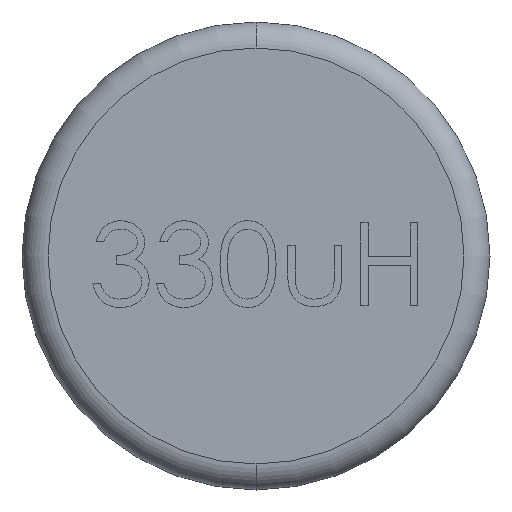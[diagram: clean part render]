
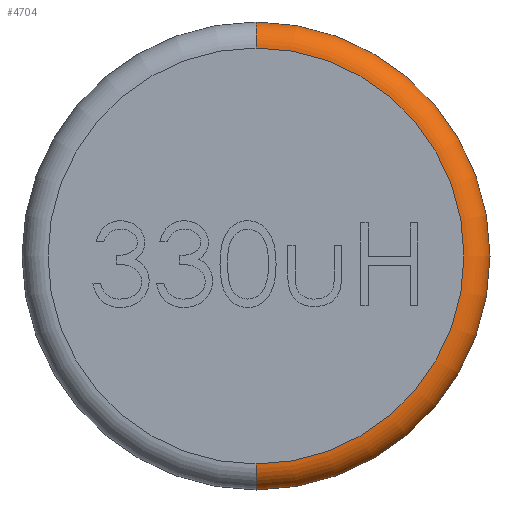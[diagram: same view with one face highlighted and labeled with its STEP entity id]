
A CAD part, front view. The second image highlights one B-rep face of the part: STEP entity #4704.
In plain terms, the highlighted toroidal (fillet/blend) face has major radius 4 mm and minor radius 0.5 mm.
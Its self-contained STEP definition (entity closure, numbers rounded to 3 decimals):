
#83 = DIRECTION ( 'NONE',  ( 0., 1., 0. ) ) ;
#422 = CIRCLE ( 'NONE', #4476, 4. ) ;
#695 = VERTEX_POINT ( 'NONE', #6658 ) ;
#771 = AXIS2_PLACEMENT_3D ( 'NONE', #7793, #3104, #8583 ) ;
#881 = DIRECTION ( 'NONE',  ( 0., 1., 0. ) ) ;
#1364 = CARTESIAN_POINT ( 'NONE',  ( 0., 0., 4. ) ) ;
#1627 = ORIENTED_EDGE ( 'NONE', *, *, #2285, .F. ) ;
#2004 = TOROIDAL_SURFACE ( 'NONE', #3935, 4., 0.5 ) ;
#2186 = DIRECTION ( 'NONE',  ( 0., 1., 0. ) ) ;
#2285 = EDGE_CURVE ( 'NONE', #6800, #5721, #8813, .T. ) ;
#2313 = EDGE_LOOP ( 'NONE', ( #4911, #7877, #2628, #1627 ) ) ;
#2628 = ORIENTED_EDGE ( 'NONE', *, *, #6244, .F. ) ;
#2815 = VERTEX_POINT ( 'NONE', #3038 ) ;
#3038 = CARTESIAN_POINT ( 'NONE',  ( 0., 0., -4. ) ) ;
#3104 = DIRECTION ( 'NONE',  ( -1., 0., 0. ) ) ;
#3230 = CARTESIAN_POINT ( 'NONE',  ( 0., 0.5, 0. ) ) ;
#3935 = AXIS2_PLACEMENT_3D ( 'NONE', #3230, #83, #8699 ) ;
#4476 = AXIS2_PLACEMENT_3D ( 'NONE', #6892, #2186, #7681 ) ;
#4530 = CARTESIAN_POINT ( 'NONE',  ( 0., 0.5, -4. ) ) ;
#4569 = AXIS2_PLACEMENT_3D ( 'NONE', #4530, #10042, #5339 ) ;
#4704 = ADVANCED_FACE ( 'NONE', ( #10120 ), #2004, .T. ) ;
#4857 = AXIS2_PLACEMENT_3D ( 'NONE', #5577, #881, #6362 ) ;
#4911 = ORIENTED_EDGE ( 'NONE', *, *, #6554, .T. ) ;
#5339 = DIRECTION ( 'NONE',  ( 0., 0., -1. ) ) ;
#5577 = CARTESIAN_POINT ( 'NONE',  ( 0., 0.5, 0. ) ) ;
#5721 = VERTEX_POINT ( 'NONE', #5771 ) ;
#5771 = CARTESIAN_POINT ( 'NONE',  ( 0., 0.5, 4.5 ) ) ;
#6244 = EDGE_CURVE ( 'NONE', #5721, #695, #9524, .T. ) ;
#6362 = DIRECTION ( 'NONE',  ( 0., 0., 1. ) ) ;
#6554 = EDGE_CURVE ( 'NONE', #6800, #2815, #422, .T. ) ;
#6658 = CARTESIAN_POINT ( 'NONE',  ( 0., 0.5, -4.5 ) ) ;
#6800 = VERTEX_POINT ( 'NONE', #1364 ) ;
#6892 = CARTESIAN_POINT ( 'NONE',  ( 0., 0., 0. ) ) ;
#7681 = DIRECTION ( 'NONE',  ( 0., 0., 1. ) ) ;
#7793 = CARTESIAN_POINT ( 'NONE',  ( 0., 0.5, 4. ) ) ;
#7877 = ORIENTED_EDGE ( 'NONE', *, *, #9535, .T. ) ;
#8583 = DIRECTION ( 'NONE',  ( 0., 0., 1. ) ) ;
#8699 = DIRECTION ( 'NONE',  ( 0., 0., 1. ) ) ;
#8813 = CIRCLE ( 'NONE', #771, 0.5 ) ;
#9524 = CIRCLE ( 'NONE', #4857, 4.5 ) ;
#9535 = EDGE_CURVE ( 'NONE', #2815, #695, #9859, .T. ) ;
#9859 = CIRCLE ( 'NONE', #4569, 0.5 ) ;
#10042 = DIRECTION ( 'NONE',  ( 1., 0., 0. ) ) ;
#10120 = FACE_OUTER_BOUND ( 'NONE', #2313, .T. ) ;
